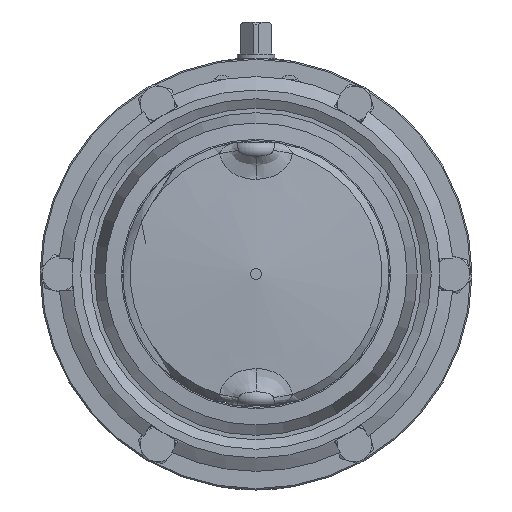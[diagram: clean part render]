
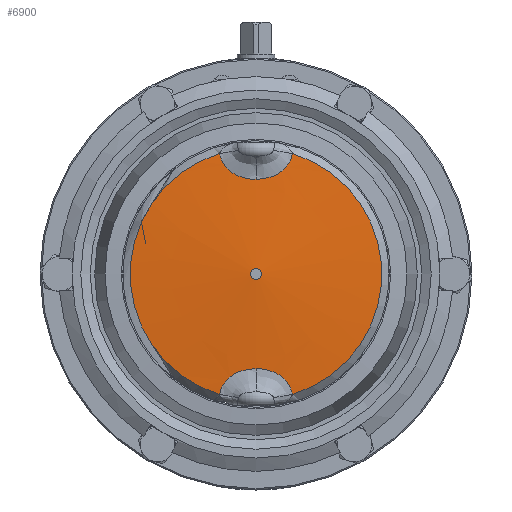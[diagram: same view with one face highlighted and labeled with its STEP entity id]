
A CAD part, left-side view. The second image highlights one B-rep face of the part: STEP entity #6900.
In plain terms, the highlighted conical face has half-angle 86.194 degrees and reference radius 24.6 mm.
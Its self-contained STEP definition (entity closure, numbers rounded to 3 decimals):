
#5617=CARTESIAN_POINT('',(-3.771,0.,-35.513));
#5618=VERTEX_POINT('',#5617);
#5628=CARTESIAN_POINT('',(-2.993,13.657,-45.18));
#5629=VERTEX_POINT('',#5628);
#5630=CARTESIAN_POINT('',(-3.771,0.,-35.513));
#5631=CARTESIAN_POINT('',(-3.771,0.644,-35.513));
#5632=CARTESIAN_POINT('',(-3.766,1.504,-35.557));
#5633=CARTESIAN_POINT('',(-3.751,2.784,-35.711));
#5634=CARTESIAN_POINT('',(-3.732,3.842,-35.897));
#5635=CARTESIAN_POINT('',(-3.698,5.203,-36.243));
#5636=CARTESIAN_POINT('',(-3.657,6.421,-36.675));
#5637=CARTESIAN_POINT('',(-3.59,8.002,-37.399));
#5638=CARTESIAN_POINT('',(-3.522,9.207,-38.155));
#5639=CARTESIAN_POINT('',(-3.452,10.207,-38.99));
#5640=CARTESIAN_POINT('',(-3.403,10.846,-39.587));
#5641=CARTESIAN_POINT('',(-3.311,11.877,-40.734));
#5642=CARTESIAN_POINT('',(-3.198,12.795,-42.231));
#5643=CARTESIAN_POINT('',(-3.08,13.405,-43.89));
#5644=CARTESIAN_POINT('',(-3.022,13.593,-44.749));
#5645=CARTESIAN_POINT('',(-2.993,13.657,-45.18));
#5646=B_SPLINE_CURVE_WITH_KNOTS('',3,(#5630,#5631,#5632,#5633,#5634,#5635,#5636,#5637,#5638,#5639,#5640,#5641,#5642,#5643,#5644,#5645),.UNSPECIFIED.,.F.,.U.,(4,1,1,1,1,1,1,1,1,1,1,1,1,4),(-1.836,-1.639,-1.573,-1.442,-1.311,-1.147,-1.049,-0.787,-0.721,-0.656,-0.524,-0.262,-0.131,0.0),.UNSPECIFIED.);
#5647=EDGE_CURVE('',#5618,#5629,#5646,.T.);
#5786=CARTESIAN_POINT('',(-2.993,-13.657,-45.18));
#5787=VERTEX_POINT('',#5786);
#5788=CARTESIAN_POINT('',(-2.993,-13.657,-45.18));
#5789=CARTESIAN_POINT('',(-3.022,-13.593,-44.749));
#5790=CARTESIAN_POINT('',(-3.08,-13.405,-43.89));
#5791=CARTESIAN_POINT('',(-3.198,-12.794,-42.23));
#5792=CARTESIAN_POINT('',(-3.311,-11.877,-40.735));
#5793=CARTESIAN_POINT('',(-3.416,-10.699,-39.423));
#5794=CARTESIAN_POINT('',(-3.488,-9.717,-38.558));
#5795=CARTESIAN_POINT('',(-3.553,-8.652,-37.806));
#5796=CARTESIAN_POINT('',(-3.611,-7.511,-37.164));
#5797=CARTESIAN_POINT('',(-3.66,-6.321,-36.636));
#5798=CARTESIAN_POINT('',(-3.714,-4.69,-36.077));
#5799=CARTESIAN_POINT('',(-3.75,-2.998,-35.718));
#5800=CARTESIAN_POINT('',(-3.768,-1.289,-35.542));
#5801=CARTESIAN_POINT('',(-3.771,-0.429,-35.513));
#5802=CARTESIAN_POINT('',(-3.771,0.,-35.513));
#5803=B_SPLINE_CURVE_WITH_KNOTS('',3,(#5788,#5789,#5790,#5791,#5792,#5793,#5794,#5795,#5796,#5797,#5798,#5799,#5800,#5801,#5802),.UNSPECIFIED.,.F.,.U.,(4,1,1,1,1,1,1,1,1,1,1,1,4),(-1.836,-1.704,-1.573,-1.311,-1.18,-1.049,-0.918,-0.787,-0.656,-0.524,-0.262,-0.131,0.0),.UNSPECIFIED.);
#5804=EDGE_CURVE('',#5787,#5618,#5803,.T.);
#5924=CARTESIAN_POINT('',(-2.993,13.657,45.18));
#5925=VERTEX_POINT('',#5924);
#5926=CARTESIAN_POINT('',(-2.993,0.,0.));
#5927=DIRECTION('',(-1.0,0.0,0.0));
#5928=DIRECTION('',(0.0,0.0,1.0));
#5929=AXIS2_PLACEMENT_3D('',#5926,#5927,#5928);
#5930=CIRCLE('',#5929,47.199);
#5931=EDGE_CURVE('',#5925,#5629,#5930,.T.);
#6832=CARTESIAN_POINT('',(-4.497,0.,0.));
#6833=DIRECTION('',(1.0,0.0,0.0));
#6834=DIRECTION('',(0.0,0.0,1.0));
#6835=AXIS2_PLACEMENT_3D('',#6832,#6833,#6834);
#6836=CONICAL_SURFACE('',#6835,24.6,86.194);
#6837=CARTESIAN_POINT('',(-6.,0.,2.));
#6838=VERTEX_POINT('',#6837);
#6839=CARTESIAN_POINT('',(-6.,0.,0.));
#6840=DIRECTION('',(-1.0,0.0,0.0));
#6841=DIRECTION('',(0.0,0.0,1.0));
#6842=AXIS2_PLACEMENT_3D('',#6839,#6840,#6841);
#6843=CIRCLE('',#6842,2.);
#6844=EDGE_CURVE('',#6838,#6838,#6843,.T.);
#6845=ORIENTED_EDGE('',*,*,#6844,.F.);
#6846=EDGE_LOOP('',(#6845));
#6847=FACE_OUTER_BOUND('',#6846,.T.);
#6848=CARTESIAN_POINT('',(-3.771,0.,35.513));
#6849=VERTEX_POINT('',#6848);
#6850=CARTESIAN_POINT('',(-2.993,13.657,45.18));
#6851=CARTESIAN_POINT('',(-3.022,13.593,44.749));
#6852=CARTESIAN_POINT('',(-3.08,13.405,43.89));
#6853=CARTESIAN_POINT('',(-3.198,12.794,42.23));
#6854=CARTESIAN_POINT('',(-3.311,11.877,40.735));
#6855=CARTESIAN_POINT('',(-3.416,10.699,39.423));
#6856=CARTESIAN_POINT('',(-3.488,9.717,38.558));
#6857=CARTESIAN_POINT('',(-3.553,8.652,37.806));
#6858=CARTESIAN_POINT('',(-3.611,7.511,37.164));
#6859=CARTESIAN_POINT('',(-3.66,6.321,36.636));
#6860=CARTESIAN_POINT('',(-3.714,4.69,36.077));
#6861=CARTESIAN_POINT('',(-3.75,2.998,35.718));
#6862=CARTESIAN_POINT('',(-3.768,1.289,35.542));
#6863=CARTESIAN_POINT('',(-3.771,0.429,35.513));
#6864=CARTESIAN_POINT('',(-3.771,0.,35.513));
#6865=B_SPLINE_CURVE_WITH_KNOTS('',3,(#6850,#6851,#6852,#6853,#6854,#6855,#6856,#6857,#6858,#6859,#6860,#6861,#6862,#6863,#6864),.UNSPECIFIED.,.F.,.U.,(4,1,1,1,1,1,1,1,1,1,1,1,4),(-1.836,-1.704,-1.573,-1.311,-1.18,-1.049,-0.918,-0.787,-0.656,-0.524,-0.262,-0.131,0.0),.UNSPECIFIED.);
#6866=EDGE_CURVE('',#5925,#6849,#6865,.T.);
#6867=ORIENTED_EDGE('',*,*,#6866,.F.);
#6868=ORIENTED_EDGE('',*,*,#5931,.T.);
#6869=ORIENTED_EDGE('',*,*,#5647,.F.);
#6870=ORIENTED_EDGE('',*,*,#5804,.F.);
#6871=CARTESIAN_POINT('',(-2.993,-13.657,45.18));
#6872=VERTEX_POINT('',#6871);
#6873=CARTESIAN_POINT('',(-2.993,0.,0.));
#6874=DIRECTION('',(-1.0,0.0,0.0));
#6875=DIRECTION('',(0.0,0.0,1.0));
#6876=AXIS2_PLACEMENT_3D('',#6873,#6874,#6875);
#6877=CIRCLE('',#6876,47.199);
#6878=EDGE_CURVE('',#5787,#6872,#6877,.T.);
#6879=ORIENTED_EDGE('',*,*,#6878,.T.);
#6880=CARTESIAN_POINT('',(-3.771,0.,35.513));
#6881=CARTESIAN_POINT('',(-3.771,-0.858,35.513));
#6882=CARTESIAN_POINT('',(-3.762,-2.149,35.6));
#6883=CARTESIAN_POINT('',(-3.732,-3.842,35.897));
#6884=CARTESIAN_POINT('',(-3.701,-5.098,36.217));
#6885=CARTESIAN_POINT('',(-3.66,-6.32,36.636));
#6886=CARTESIAN_POINT('',(-3.595,-7.909,37.34));
#6887=CARTESIAN_POINT('',(-3.522,-9.206,38.155));
#6888=CARTESIAN_POINT('',(-3.429,-10.54,39.268));
#6889=CARTESIAN_POINT('',(-3.351,-11.458,40.227));
#6890=CARTESIAN_POINT('',(-3.254,-12.336,41.483));
#6891=CARTESIAN_POINT('',(-3.169,-12.947,42.644));
#6892=CARTESIAN_POINT('',(-3.08,-13.405,43.891));
#6893=CARTESIAN_POINT('',(-3.022,-13.593,44.749));
#6894=CARTESIAN_POINT('',(-2.993,-13.657,45.18));
#6895=B_SPLINE_CURVE_WITH_KNOTS('',3,(#6880,#6881,#6882,#6883,#6884,#6885,#6886,#6887,#6888,#6889,#6890,#6891,#6892,#6893,#6894),.UNSPECIFIED.,.F.,.U.,(4,1,1,1,1,1,1,1,1,1,1,1,4),(-1.836,-1.573,-1.442,-1.311,-1.18,-1.049,-0.787,-0.721,-0.524,-0.393,-0.262,-0.131,0.0),.UNSPECIFIED.);
#6896=EDGE_CURVE('',#6849,#6872,#6895,.T.);
#6897=ORIENTED_EDGE('',*,*,#6896,.F.);
#6898=EDGE_LOOP('',(#6867,#6868,#6869,#6870,#6879,#6897));
#6899=FACE_BOUND('',#6898,.T.);
#6900=ADVANCED_FACE('',(#6847,#6899),#6836,.T.);
